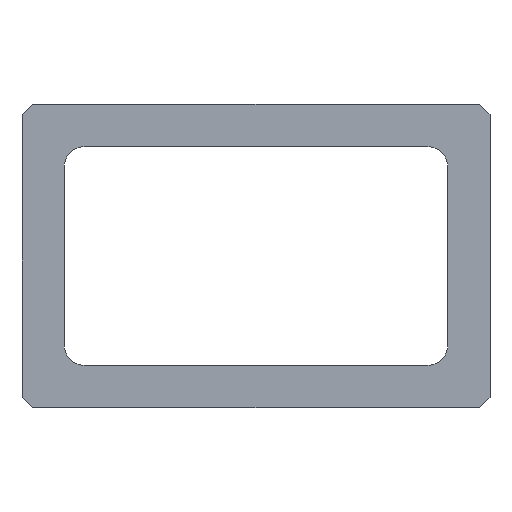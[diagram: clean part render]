
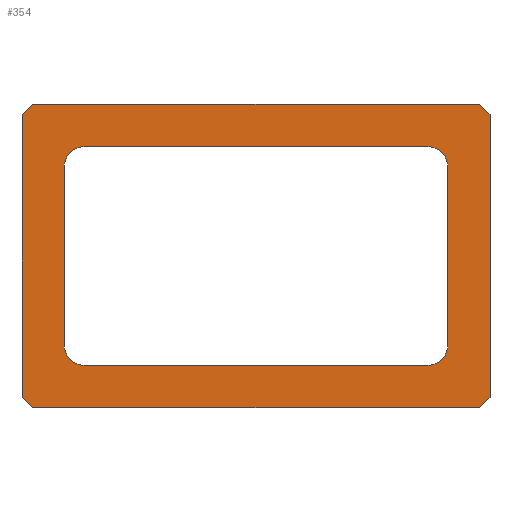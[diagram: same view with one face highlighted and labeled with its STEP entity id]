
A CAD part, top view. The second image highlights one B-rep face of the part: STEP entity #354.
In plain terms, the highlighted planar face has unit normal (0, 0, 1).
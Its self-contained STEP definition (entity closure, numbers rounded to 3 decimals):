
#16=FACE_BOUND('',#68,.T.);
#30=PLANE('',#403);
#48=FACE_OUTER_BOUND('',#67,.T.);
#67=EDGE_LOOP('',(#317,#318,#319,#320,#321,#322,#323,#324));
#68=EDGE_LOOP('',(#325,#326,#327,#328,#329,#330,#331,#332));
#73=LINE('',#513,#113);
#76=LINE('',#524,#116);
#80=LINE('',#536,#120);
#83=LINE('',#545,#123);
#85=LINE('',#550,#125);
#91=LINE('',#561,#131);
#98=LINE('',#576,#138);
#101=LINE('',#581,#141);
#102=LINE('',#584,#142);
#105=LINE('',#589,#145);
#106=LINE('',#592,#146);
#108=LINE('',#595,#148);
#113=VECTOR('',#418,10.);
#116=VECTOR('',#429,10.);
#120=VECTOR('',#441,10.);
#123=VECTOR('',#452,10.);
#125=VECTOR('',#456,10.);
#131=VECTOR('',#464,10.);
#138=VECTOR('',#475,10.);
#141=VECTOR('',#480,10.);
#142=VECTOR('',#483,10.);
#145=VECTOR('',#488,10.);
#146=VECTOR('',#491,10.);
#148=VECTOR('',#495,10.);
#150=CIRCLE('',#380,20.);
#152=CIRCLE('',#384,20.);
#154=CIRCLE('',#388,20.);
#156=CIRCLE('',#392,20.);
#159=VERTEX_POINT('',#503);
#160=VERTEX_POINT('',#505);
#162=VERTEX_POINT('',#511);
#165=VERTEX_POINT('',#518);
#166=VERTEX_POINT('',#520);
#169=VERTEX_POINT('',#530);
#170=VERTEX_POINT('',#532);
#172=VERTEX_POINT('',#541);
#173=VERTEX_POINT('',#548);
#174=VERTEX_POINT('',#549);
#178=VERTEX_POINT('',#559);
#184=VERTEX_POINT('',#575);
#185=VERTEX_POINT('',#579);
#186=VERTEX_POINT('',#583);
#187=VERTEX_POINT('',#587);
#188=VERTEX_POINT('',#591);
#191=EDGE_CURVE('',#159,#160,#150,.T.);
#195=EDGE_CURVE('',#159,#162,#73,.T.);
#198=EDGE_CURVE('',#165,#166,#152,.T.);
#200=EDGE_CURVE('',#165,#160,#76,.T.);
#204=EDGE_CURVE('',#169,#170,#154,.T.);
#206=EDGE_CURVE('',#169,#166,#80,.T.);
#210=EDGE_CURVE('',#172,#162,#156,.T.);
#211=EDGE_CURVE('',#172,#170,#83,.T.);
#213=EDGE_CURVE('',#173,#174,#85,.T.);
#219=EDGE_CURVE('',#173,#178,#91,.T.);
#226=EDGE_CURVE('',#184,#178,#98,.T.);
#229=EDGE_CURVE('',#184,#185,#101,.T.);
#230=EDGE_CURVE('',#186,#185,#102,.T.);
#233=EDGE_CURVE('',#186,#187,#105,.T.);
#234=EDGE_CURVE('',#188,#187,#106,.T.);
#236=EDGE_CURVE('',#188,#174,#108,.T.);
#317=ORIENTED_EDGE('',*,*,#213,.F.);
#318=ORIENTED_EDGE('',*,*,#219,.T.);
#319=ORIENTED_EDGE('',*,*,#226,.F.);
#320=ORIENTED_EDGE('',*,*,#229,.T.);
#321=ORIENTED_EDGE('',*,*,#230,.F.);
#322=ORIENTED_EDGE('',*,*,#233,.T.);
#323=ORIENTED_EDGE('',*,*,#234,.F.);
#324=ORIENTED_EDGE('',*,*,#236,.T.);
#325=ORIENTED_EDGE('',*,*,#206,.T.);
#326=ORIENTED_EDGE('',*,*,#198,.F.);
#327=ORIENTED_EDGE('',*,*,#200,.T.);
#328=ORIENTED_EDGE('',*,*,#191,.F.);
#329=ORIENTED_EDGE('',*,*,#195,.T.);
#330=ORIENTED_EDGE('',*,*,#210,.F.);
#331=ORIENTED_EDGE('',*,*,#211,.T.);
#332=ORIENTED_EDGE('',*,*,#204,.F.);
#354=ADVANCED_FACE('',(#48,#16),#30,.T.);
#380=AXIS2_PLACEMENT_3D('',#506,#411,#412);
#384=AXIS2_PLACEMENT_3D('',#521,#424,#425);
#388=AXIS2_PLACEMENT_3D('',#533,#436,#437);
#392=AXIS2_PLACEMENT_3D('',#543,#448,#449);
#403=AXIS2_PLACEMENT_3D('',#596,#496,#497);
#411=DIRECTION('center_axis',(0.,0.,1.));
#412=DIRECTION('ref_axis',(-0.707,-0.707,0.));
#418=DIRECTION('',(0.,1.,0.));
#424=DIRECTION('center_axis',(0.,0.,1.));
#425=DIRECTION('ref_axis',(0.707,-0.707,0.));
#429=DIRECTION('',(-1.,0.,0.));
#436=DIRECTION('center_axis',(0.,0.,1.));
#437=DIRECTION('ref_axis',(0.707,0.707,0.));
#441=DIRECTION('',(0.,-1.,0.));
#448=DIRECTION('center_axis',(0.,0.,1.));
#449=DIRECTION('ref_axis',(-0.707,0.707,0.));
#452=DIRECTION('',(1.,0.,0.));
#456=DIRECTION('',(0.707,0.707,0.));
#464=DIRECTION('',(0.,-1.,0.));
#475=DIRECTION('',(-0.707,0.707,0.));
#480=DIRECTION('',(1.,0.,0.));
#483=DIRECTION('',(-0.707,-0.707,0.));
#488=DIRECTION('',(0.,1.,0.));
#491=DIRECTION('',(0.707,-0.707,0.));
#495=DIRECTION('',(-1.,0.,0.));
#496=DIRECTION('center_axis',(0.,0.,1.));
#497=DIRECTION('ref_axis',(1.,0.,0.));
#503=CARTESIAN_POINT('',(-182.,-84.,8.));
#505=CARTESIAN_POINT('',(-162.,-104.,8.));
#506=CARTESIAN_POINT('Origin',(-162.,-84.,8.));
#511=CARTESIAN_POINT('',(-182.,84.,8.));
#513=CARTESIAN_POINT('',(-182.,-104.,8.));
#518=CARTESIAN_POINT('',(162.,-104.,8.));
#520=CARTESIAN_POINT('',(182.,-84.,8.));
#521=CARTESIAN_POINT('Origin',(162.,-84.,8.));
#524=CARTESIAN_POINT('',(182.,-104.,8.));
#530=CARTESIAN_POINT('',(182.,84.,8.));
#532=CARTESIAN_POINT('',(162.,104.,8.));
#533=CARTESIAN_POINT('Origin',(162.,84.,8.));
#536=CARTESIAN_POINT('',(182.,104.,8.));
#541=CARTESIAN_POINT('',(-162.,104.,8.));
#543=CARTESIAN_POINT('Origin',(-162.,84.,8.));
#545=CARTESIAN_POINT('',(-182.,104.,8.));
#548=CARTESIAN_POINT('',(-222.,134.,8.));
#549=CARTESIAN_POINT('',(-212.,144.,8.));
#550=CARTESIAN_POINT('',(-197.5,158.5,8.));
#559=CARTESIAN_POINT('',(-222.,-134.,8.));
#561=CARTESIAN_POINT('',(-222.,144.,8.));
#575=CARTESIAN_POINT('',(-212.,-144.,8.));
#576=CARTESIAN_POINT('',(-197.5,-158.5,8.));
#579=CARTESIAN_POINT('',(212.,-144.,8.));
#581=CARTESIAN_POINT('',(-222.,-144.,8.));
#583=CARTESIAN_POINT('',(222.,-134.,8.));
#584=CARTESIAN_POINT('',(197.5,-158.5,8.));
#587=CARTESIAN_POINT('',(222.,134.,8.));
#589=CARTESIAN_POINT('',(222.,-144.,8.));
#591=CARTESIAN_POINT('',(212.,144.,8.));
#592=CARTESIAN_POINT('',(197.5,158.5,8.));
#595=CARTESIAN_POINT('',(222.,144.,8.));
#596=CARTESIAN_POINT('Origin',(0.,0.,8.));
